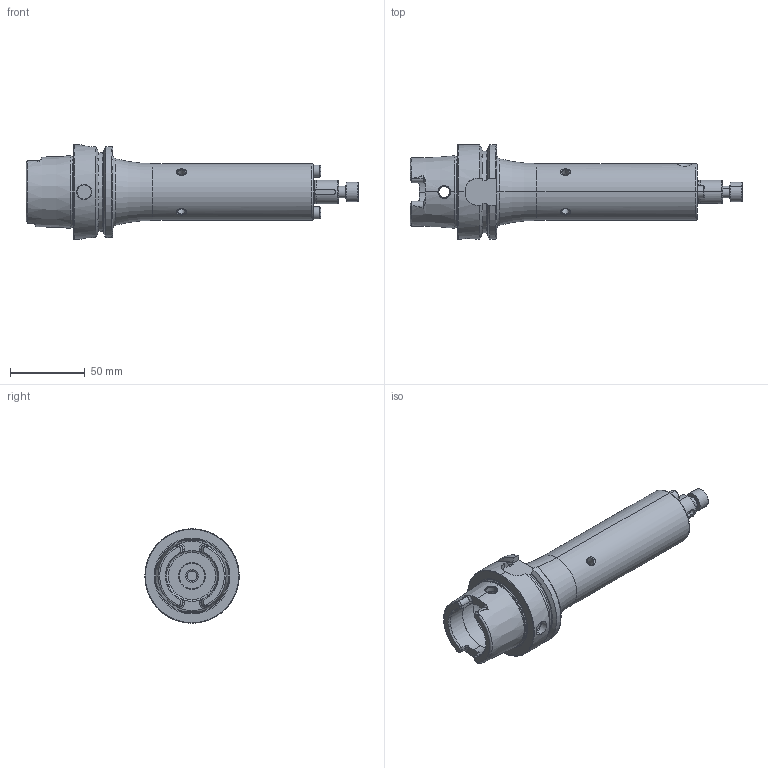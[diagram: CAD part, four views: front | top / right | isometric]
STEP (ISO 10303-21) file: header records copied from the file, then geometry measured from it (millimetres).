
FILE_DESCRIPTION (( 'STEP AP214' ), '1' );
FILE_NAME ('HA6.D16.K01.160.STEP', '2011-10-06T11:06:02', ( 'SwiAdmin' ), ( '' ), 'SwSTEP 2.0', 'SolidWorks 2011', '' );
FILE_SCHEMA (( 'AUTOMOTIVE_DESIGN' ));
Length unit declared in the file: millimetre
Products named in the file (4): D16-ER2.001.015_B; D16-ER1.002.025_A_Default; HA6-D16.K01.160_C_Fertigbearbeitung; HA6.D16.K01.160
Assembly tree (4 placements, depth 2):
  HA6.D16.K01.160
    HA6-D16.K01.160_C_Fertigbearbeitung
    D16-ER1.002.025_A_Default
    D16-ER2.001.015_B  x2
Bounding box: 221.9 x 63 x 63 mm (x, y, z)
Volume: 233558.5 mm3; surface area: 46566.6 mm2
Topology: 4 solids, 4 shells, 389 faces, 960 edges, 573 vertices
Faces by surface type: cylinder 111, cone 101, plane 91, torus 72, bspline 12, sphere 2
Entity records: 13592 total; most frequent: CARTESIAN_POINT 4179, ORIENTED_EDGE 1670, DIRECTION 1647, EDGE_CURVE 835, AXIS2_PLACEMENT_3D 677, VERTEX_POINT 512, EDGE_LOOP 369, ADVANCED_FACE 344
